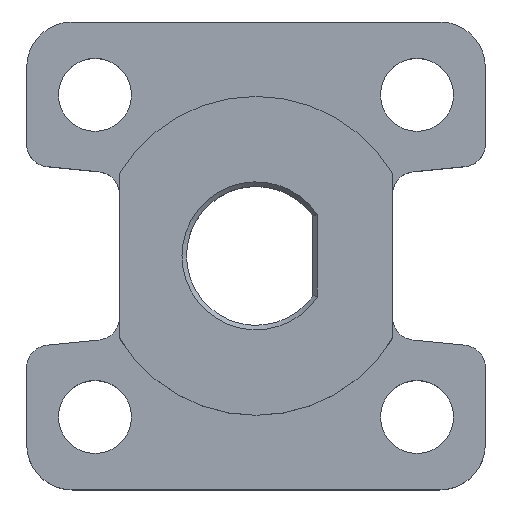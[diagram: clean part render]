
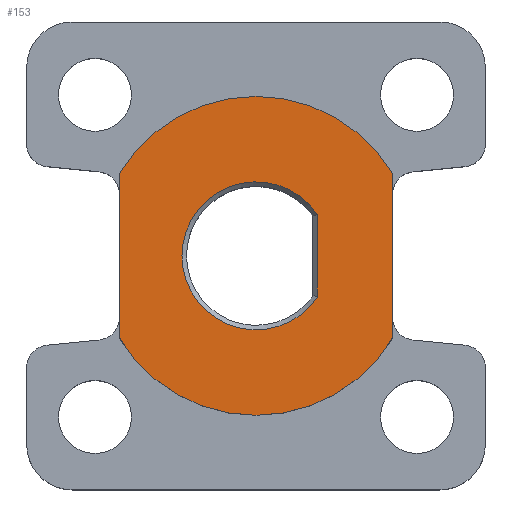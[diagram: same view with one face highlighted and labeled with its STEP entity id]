
A CAD part, top view. The second image highlights one B-rep face of the part: STEP entity #153.
In plain terms, the highlighted planar face has unit normal (0, 0, 1).
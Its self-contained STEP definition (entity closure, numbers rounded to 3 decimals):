
#14 = CARTESIAN_POINT ( 'NONE',  ( 2.7, -1.809, 11.5 ) ) ;
#27 = VERTEX_POINT ( 'NONE', #14 ) ;
#125 = AXIS2_PLACEMENT_3D ( 'NONE', #963, #1643, #1227 ) ;
#139 = EDGE_CURVE ( 'NONE', #984, #1273, #1148, .T. ) ;
#153 = ADVANCED_FACE ( 'NONE', ( #1295, #995 ), #1278, .T. ) ;
#175 = LINE ( 'NONE', #587, #1231 ) ;
#195 = VERTEX_POINT ( 'NONE', #981 ) ;
#311 = AXIS2_PLACEMENT_3D ( 'NONE', #1123, #1422, #1657 ) ;
#386 = CARTESIAN_POINT ( 'NONE',  ( 2.7, 1.809, 11.5 ) ) ;
#479 = LINE ( 'NONE', #904, #752 ) ;
#491 = CIRCLE ( 'NONE', #125, 3.25 ) ;
#516 = EDGE_CURVE ( 'NONE', #734, #195, #1158, .T. ) ;
#573 = EDGE_LOOP ( 'NONE', ( #1324, #1348, #1445, #1048 ) ) ;
#587 = CARTESIAN_POINT ( 'NONE',  ( 2.7, -2.077, 11.5 ) ) ;
#654 = DIRECTION ( 'NONE',  ( 1., 0., 0. ) ) ;
#673 = CARTESIAN_POINT ( 'NONE',  ( -6., 3.606, 11.5 ) ) ;
#734 = VERTEX_POINT ( 'NONE', #1377 ) ;
#750 = CARTESIAN_POINT ( 'NONE',  ( 6., 0., 11.5 ) ) ;
#752 = VECTOR ( 'NONE', #1283, 1000. ) ;
#776 = AXIS2_PLACEMENT_3D ( 'NONE', #1521, #859, #1645 ) ;
#828 = EDGE_CURVE ( 'NONE', #1273, #734, #479, .T. ) ;
#859 = DIRECTION ( 'NONE',  ( 0., 0., 1. ) ) ;
#887 = DIRECTION ( 'NONE',  ( 0., -1., 0. ) ) ;
#904 = CARTESIAN_POINT ( 'NONE',  ( -6., 0., 11.5 ) ) ;
#951 = EDGE_CURVE ( 'NONE', #27, #1269, #491, .T. ) ;
#962 = DIRECTION ( 'NONE',  ( 0., -1., 0. ) ) ;
#963 = CARTESIAN_POINT ( 'NONE',  ( 0., 0., 11.5 ) ) ;
#981 = CARTESIAN_POINT ( 'NONE',  ( 6., -3.606, 11.5 ) ) ;
#984 = VERTEX_POINT ( 'NONE', #1371 ) ;
#995 = FACE_OUTER_BOUND ( 'NONE', #573, .T. ) ;
#1022 = AXIS2_PLACEMENT_3D ( 'NONE', #1318, #1439, #654 ) ;
#1024 = VECTOR ( 'NONE', #887, 1000. ) ;
#1048 = ORIENTED_EDGE ( 'NONE', *, *, #1602, .F. ) ;
#1123 = CARTESIAN_POINT ( 'NONE',  ( 0., 0., 11.5 ) ) ;
#1148 = CIRCLE ( 'NONE', #311, 7. ) ;
#1158 = CIRCLE ( 'NONE', #1022, 7. ) ;
#1227 = DIRECTION ( 'NONE',  ( 1., 0., 0. ) ) ;
#1231 = VECTOR ( 'NONE', #962, 1000. ) ;
#1269 = VERTEX_POINT ( 'NONE', #386 ) ;
#1273 = VERTEX_POINT ( 'NONE', #673 ) ;
#1278 = PLANE ( 'NONE',  #776 ) ;
#1283 = DIRECTION ( 'NONE',  ( 0., -1., 0. ) ) ;
#1295 = FACE_BOUND ( 'NONE', #1664, .T. ) ;
#1318 = CARTESIAN_POINT ( 'NONE',  ( 0., 0., 11.5 ) ) ;
#1324 = ORIENTED_EDGE ( 'NONE', *, *, #139, .T. ) ;
#1348 = ORIENTED_EDGE ( 'NONE', *, *, #828, .T. ) ;
#1371 = CARTESIAN_POINT ( 'NONE',  ( 6., 3.606, 11.5 ) ) ;
#1377 = CARTESIAN_POINT ( 'NONE',  ( -6., -3.606, 11.5 ) ) ;
#1422 = DIRECTION ( 'NONE',  ( 0., 0., 1. ) ) ;
#1430 = EDGE_CURVE ( 'NONE', #1269, #27, #175, .T. ) ;
#1439 = DIRECTION ( 'NONE',  ( 0., 0., 1. ) ) ;
#1445 = ORIENTED_EDGE ( 'NONE', *, *, #516, .T. ) ;
#1521 = CARTESIAN_POINT ( 'NONE',  ( 0., 0., 11.5 ) ) ;
#1539 = LINE ( 'NONE', #750, #1024 ) ;
#1579 = ORIENTED_EDGE ( 'NONE', *, *, #951, .T. ) ;
#1602 = EDGE_CURVE ( 'NONE', #984, #195, #1539, .T. ) ;
#1632 = ORIENTED_EDGE ( 'NONE', *, *, #1430, .T. ) ;
#1643 = DIRECTION ( 'NONE',  ( 0., 0., -1. ) ) ;
#1645 = DIRECTION ( 'NONE',  ( 1., 0., 0. ) ) ;
#1657 = DIRECTION ( 'NONE',  ( 1., 0., 0. ) ) ;
#1664 = EDGE_LOOP ( 'NONE', ( #1632, #1579 ) ) ;
